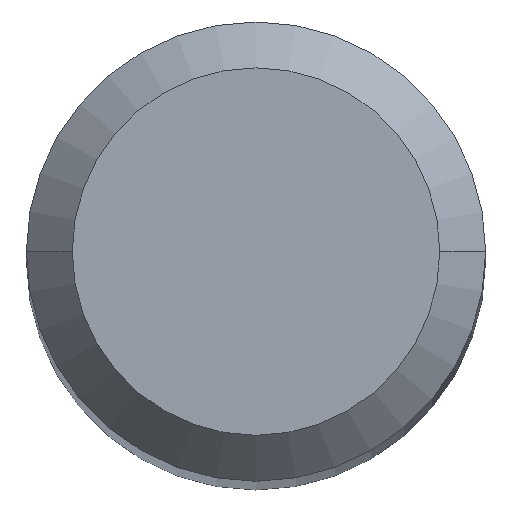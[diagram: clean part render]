
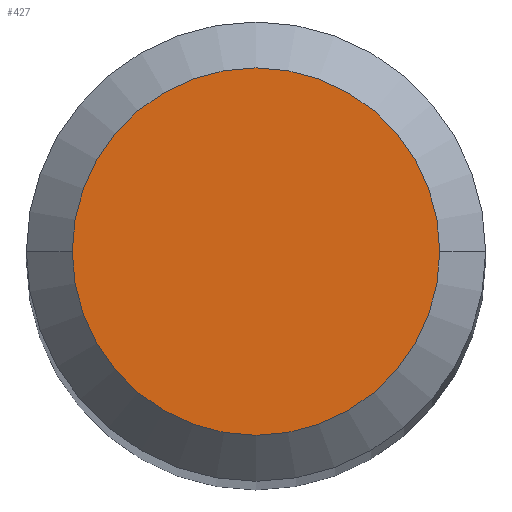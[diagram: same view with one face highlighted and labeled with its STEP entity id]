
A CAD part, top view. The second image highlights one B-rep face of the part: STEP entity #427.
In plain terms, the highlighted planar face has unit normal (0, 0, 1).
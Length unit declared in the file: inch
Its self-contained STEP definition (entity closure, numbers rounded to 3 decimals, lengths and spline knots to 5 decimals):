
#19 = ORIENTED_EDGE ( 'NONE', *, *, #60, .T. ) ;
#26 = CARTESIAN_POINT ( 'NONE',  ( 0.063, 0., 0. ) ) ;
#41 = DIRECTION ( 'NONE',  ( 0., 0., -1. ) ) ;
#60 = EDGE_CURVE ( 'NONE', #290, #150, #92, .T. ) ;
#71 = DIRECTION ( 'NONE',  ( 0., 0., 1. ) ) ;
#92 = CIRCLE ( 'NONE', #487, 0.063 ) ;
#112 = EDGE_CURVE ( 'NONE', #150, #290, #135, .T. ) ;
#118 = FACE_OUTER_BOUND ( 'NONE', #161, .T. ) ;
#129 = DIRECTION ( 'NONE',  ( 1., 0., 0. ) ) ;
#135 = CIRCLE ( 'NONE', #191, 0.063 ) ;
#150 = VERTEX_POINT ( 'NONE', #154 ) ;
#154 = CARTESIAN_POINT ( 'NONE',  ( -0.063, 0., 0. ) ) ;
#161 = EDGE_LOOP ( 'NONE', ( #423, #19 ) ) ;
#191 = AXIS2_PLACEMENT_3D ( 'NONE', #472, #304, #129 ) ;
#204 = DIRECTION ( 'NONE',  ( 1., 0., 0. ) ) ;
#271 = PLANE ( 'NONE',  #419 ) ;
#290 = VERTEX_POINT ( 'NONE', #26 ) ;
#304 = DIRECTION ( 'NONE',  ( 0., 0., 1. ) ) ;
#419 = AXIS2_PLACEMENT_3D ( 'NONE', #420, #41, #424 ) ;
#420 = CARTESIAN_POINT ( 'NONE',  ( 0., 0., 0. ) ) ;
#423 = ORIENTED_EDGE ( 'NONE', *, *, #112, .T. ) ;
#424 = DIRECTION ( 'NONE',  ( -1., 0., 0. ) ) ;
#427 = ADVANCED_FACE ( 'NONE', ( #118 ), #271, .F. ) ;
#457 = CARTESIAN_POINT ( 'NONE',  ( 0., 0., 0. ) ) ;
#472 = CARTESIAN_POINT ( 'NONE',  ( 0., 0., 0. ) ) ;
#487 = AXIS2_PLACEMENT_3D ( 'NONE', #457, #71, #204 ) ;
